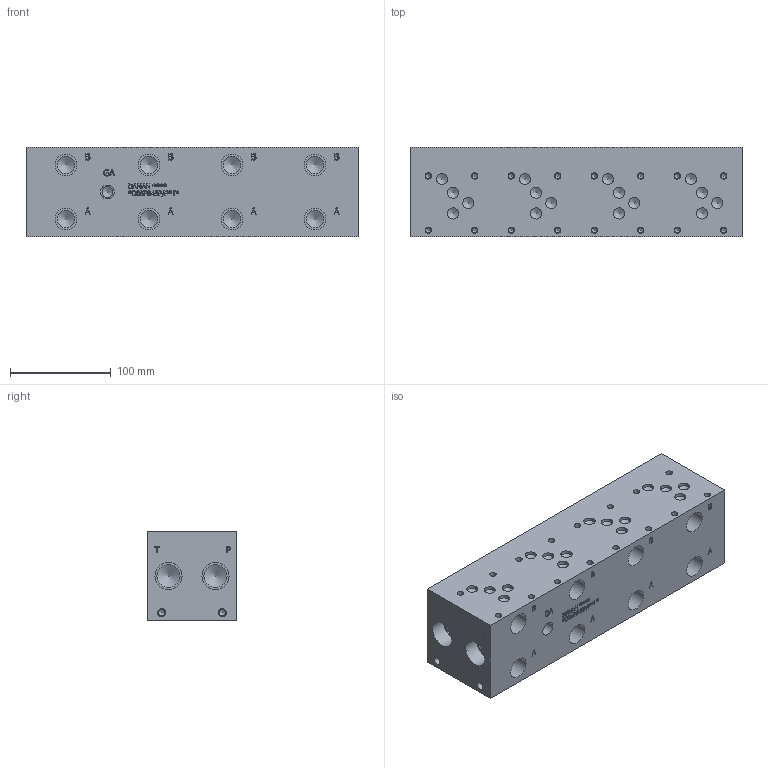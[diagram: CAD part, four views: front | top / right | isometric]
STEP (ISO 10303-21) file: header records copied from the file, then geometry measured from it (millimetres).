
FILE_DESCRIPTION(/* description */ (''),/* implementation_level */ '2;1');
FILE_NAME(/* name */ '_D05P043P_P_T_.stp',/* time_stamp */ '2021-07-02T10:47:51-04:00',/* author */ ('anthonyv'),/* organization */ (''),/* preprocessor_version */ 'ST-DEVELOPER v18.1',/* originating_system */ 'Autodesk Inventor 2021',/* authorisation */ '');
FILE_SCHEMA (('AUTOMOTIVE_DESIGN { 1 0 10303 214 3 1 1 }'));
Length unit declared in the file: millimetre
Products named in the file (1): Part_AD05P043P_3D
Bounding box: 330.2 x 88.9 x 88.9 mm (x, y, z)
Volume: 2496964.8 mm3; surface area: 159237.1 mm2
Topology: 1 solids, 1 shells, 796 faces, 2179 edges, 1480 vertices
Faces by surface type: plane 483, bspline 182, cylinder 82, cone 49
Full cylindrical faces by diameter (mm): 5.105 x16, 6.35 x16, 6.528 x4, 7.925 x4, 10.719 x1, 11.125 x16, 13.868 x1, 17.475 x8, 21.59 x8, 23.012 x4, 26.924 x4
Entity records: 26566 total; most frequent: CARTESIAN_POINT 6773, ORIENTED_EDGE 4260, DIRECTION 3291, EDGE_CURVE 2130, VERTEX_POINT 1480, LINE 1471, VECTOR 1471, EDGE_LOOP 940
